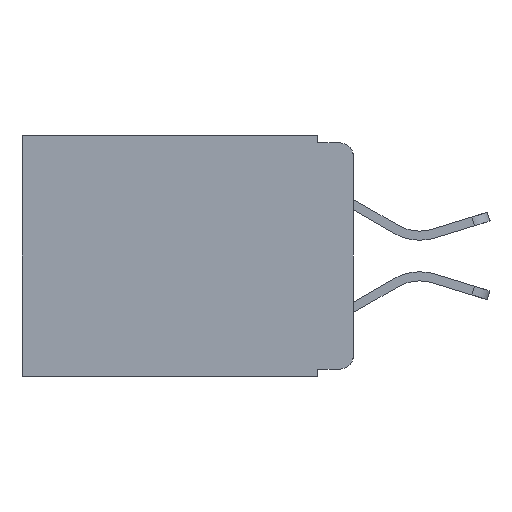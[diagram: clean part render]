
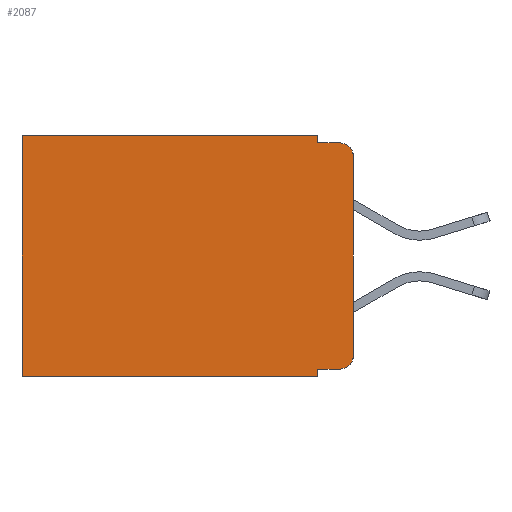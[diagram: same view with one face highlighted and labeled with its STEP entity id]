
A CAD part, left-side view. The second image highlights one B-rep face of the part: STEP entity #2087.
In plain terms, the highlighted planar face has unit normal (-1, 0, 0).
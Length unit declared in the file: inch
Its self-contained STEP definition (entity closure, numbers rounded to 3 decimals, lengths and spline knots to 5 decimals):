
#24 = EDGE_LOOP ( 'NONE', ( #5653, #3455, #9891, #7493, #3762, #2369, #10106, #10088, #2165, #3265 ) ) ;
#159 = CARTESIAN_POINT ( 'NONE',  ( 0.298, 0., -0.313 ) ) ;
#585 = LINE ( 'NONE', #5400, #4950 ) ;
#682 = DIRECTION ( 'NONE',  ( 0., -1., 0. ) ) ;
#745 = EDGE_CURVE ( 'NONE', #879, #4369, #8465, .T. ) ;
#764 = VERTEX_POINT ( 'NONE', #991 ) ;
#879 = VERTEX_POINT ( 'NONE', #1912 ) ;
#883 = CARTESIAN_POINT ( 'NONE',  ( 0.298, 0., -0.343 ) ) ;
#991 = CARTESIAN_POINT ( 'NONE',  ( 0.298, 0.051, -0.343 ) ) ;
#1441 = DIRECTION ( 'NONE',  ( 0., 0., -1. ) ) ;
#1447 = CARTESIAN_POINT ( 'NONE',  ( 0.298, 0.051, -0.01 ) ) ;
#1547 = CARTESIAN_POINT ( 'NONE',  ( 0.298, 0.051, -0.333 ) ) ;
#1702 = CARTESIAN_POINT ( 'NONE',  ( 0.298, 0.02, -0.313 ) ) ;
#1912 = CARTESIAN_POINT ( 'NONE',  ( 0.298, 0.051, -0.01 ) ) ;
#1958 = DIRECTION ( 'NONE',  ( 0., 0., -1. ) ) ;
#1982 = CARTESIAN_POINT ( 'NONE',  ( 0.298, 0.051, 0. ) ) ;
#2047 = LINE ( 'NONE', #7395, #7058 ) ;
#2087 = ADVANCED_FACE ( 'NONE', ( #6970 ), #10082, .F. ) ;
#2165 = ORIENTED_EDGE ( 'NONE', *, *, #4967, .T. ) ;
#2369 = ORIENTED_EDGE ( 'NONE', *, *, #6429, .T. ) ;
#2382 = VERTEX_POINT ( 'NONE', #10413 ) ;
#2496 = VERTEX_POINT ( 'NONE', #9898 ) ;
#2503 = CIRCLE ( 'NONE', #8275, 0.02 ) ;
#2506 = CARTESIAN_POINT ( 'NONE',  ( 0.298, 0.02, -0.03 ) ) ;
#3265 = ORIENTED_EDGE ( 'NONE', *, *, #4488, .T. ) ;
#3455 = ORIENTED_EDGE ( 'NONE', *, *, #8523, .T. ) ;
#3498 = DIRECTION ( 'NONE',  ( 0., 0., -1. ) ) ;
#3762 = ORIENTED_EDGE ( 'NONE', *, *, #11450, .T. ) ;
#3832 = EDGE_CURVE ( 'NONE', #6584, #764, #12258, .T. ) ;
#4199 = LINE ( 'NONE', #1547, #11296 ) ;
#4369 = VERTEX_POINT ( 'NONE', #10904 ) ;
#4488 = EDGE_CURVE ( 'NONE', #2382, #6528, #2503, .T. ) ;
#4615 = CARTESIAN_POINT ( 'NONE',  ( 0.298, 0.051, -0.333 ) ) ;
#4760 = AXIS2_PLACEMENT_3D ( 'NONE', #10983, #7055, #12148 ) ;
#4950 = VECTOR ( 'NONE', #1441, 39.37008 ) ;
#4957 = LINE ( 'NONE', #11521, #11915 ) ;
#4967 = EDGE_CURVE ( 'NONE', #6584, #2382, #4199, .T. ) ;
#5064 = EDGE_CURVE ( 'NONE', #764, #10204, #8436, .T. ) ;
#5400 = CARTESIAN_POINT ( 'NONE',  ( 0.298, 0., 0. ) ) ;
#5418 = VECTOR ( 'NONE', #10527, 39.37008 ) ;
#5519 = CARTESIAN_POINT ( 'NONE',  ( 0.298, 0.051, 0. ) ) ;
#5653 = ORIENTED_EDGE ( 'NONE', *, *, #9736, .F. ) ;
#5931 = DIRECTION ( 'NONE',  ( 0., -1., 0. ) ) ;
#5993 = VECTOR ( 'NONE', #5931, 39.37008 ) ;
#5998 = VECTOR ( 'NONE', #10540, 39.37008 ) ;
#6082 = CARTESIAN_POINT ( 'NONE',  ( 0.298, 0.473, -0.343 ) ) ;
#6266 = DIRECTION ( 'NONE',  ( 0., 1., 0. ) ) ;
#6392 = CARTESIAN_POINT ( 'NONE',  ( 0.298, 0.473, 0. ) ) ;
#6429 = EDGE_CURVE ( 'NONE', #12127, #10204, #4957, .T. ) ;
#6528 = VERTEX_POINT ( 'NONE', #159 ) ;
#6584 = VERTEX_POINT ( 'NONE', #4615 ) ;
#6970 = FACE_OUTER_BOUND ( 'NONE', #24, .T. ) ;
#7037 = CIRCLE ( 'NONE', #9946, 0.02 ) ;
#7055 = DIRECTION ( 'NONE',  ( 1., 0., 0. ) ) ;
#7058 = VECTOR ( 'NONE', #8300, 39.37008 ) ;
#7395 = CARTESIAN_POINT ( 'NONE',  ( 0.298, 0., 0. ) ) ;
#7493 = ORIENTED_EDGE ( 'NONE', *, *, #9422, .F. ) ;
#8152 = VECTOR ( 'NONE', #6266, 39.37008 ) ;
#8275 = AXIS2_PLACEMENT_3D ( 'NONE', #1702, #8508, #8442 ) ;
#8300 = DIRECTION ( 'NONE',  ( 0., 1., 0. ) ) ;
#8436 = LINE ( 'NONE', #883, #8152 ) ;
#8442 = DIRECTION ( 'NONE',  ( 0., 0., -1. ) ) ;
#8465 = LINE ( 'NONE', #1447, #5993 ) ;
#8508 = DIRECTION ( 'NONE',  ( -1., 0., 0. ) ) ;
#8523 = EDGE_CURVE ( 'NONE', #2496, #4369, #7037, .T. ) ;
#9248 = DIRECTION ( 'NONE',  ( -1., 0., 0. ) ) ;
#9422 = EDGE_CURVE ( 'NONE', #10595, #879, #10334, .T. ) ;
#9665 = CARTESIAN_POINT ( 'NONE',  ( 0.298, 0.051, 0. ) ) ;
#9736 = EDGE_CURVE ( 'NONE', #2496, #6528, #585, .T. ) ;
#9891 = ORIENTED_EDGE ( 'NONE', *, *, #745, .F. ) ;
#9898 = CARTESIAN_POINT ( 'NONE',  ( 0.298, 0., -0.03 ) ) ;
#9946 = AXIS2_PLACEMENT_3D ( 'NONE', #2506, #9248, #3498 ) ;
#10082 = PLANE ( 'NONE',  #4760 ) ;
#10088 = ORIENTED_EDGE ( 'NONE', *, *, #3832, .F. ) ;
#10106 = ORIENTED_EDGE ( 'NONE', *, *, #5064, .F. ) ;
#10204 = VERTEX_POINT ( 'NONE', #6082 ) ;
#10334 = LINE ( 'NONE', #9665, #5418 ) ;
#10413 = CARTESIAN_POINT ( 'NONE',  ( 0.298, 0.02, -0.333 ) ) ;
#10527 = DIRECTION ( 'NONE',  ( 0., 0., -1. ) ) ;
#10540 = DIRECTION ( 'NONE',  ( 0., 0., -1. ) ) ;
#10595 = VERTEX_POINT ( 'NONE', #5519 ) ;
#10904 = CARTESIAN_POINT ( 'NONE',  ( 0.298, 0.02, -0.01 ) ) ;
#10983 = CARTESIAN_POINT ( 'NONE',  ( 0.298, 0., 0. ) ) ;
#11296 = VECTOR ( 'NONE', #682, 39.37008 ) ;
#11450 = EDGE_CURVE ( 'NONE', #10595, #12127, #2047, .T. ) ;
#11521 = CARTESIAN_POINT ( 'NONE',  ( 0.298, 0.473, 0. ) ) ;
#11915 = VECTOR ( 'NONE', #1958, 39.37008 ) ;
#12127 = VERTEX_POINT ( 'NONE', #6392 ) ;
#12148 = DIRECTION ( 'NONE',  ( 0., 0., -1. ) ) ;
#12258 = LINE ( 'NONE', #1982, #5998 ) ;
